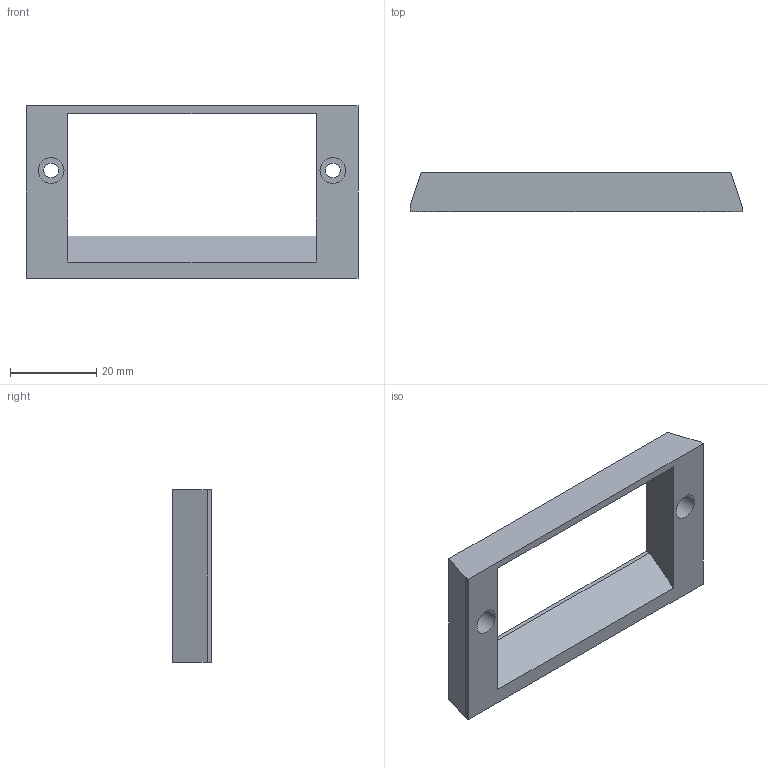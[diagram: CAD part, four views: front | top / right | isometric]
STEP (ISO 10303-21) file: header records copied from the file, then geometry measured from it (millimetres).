
FILE_DESCRIPTION(('FreeCAD Model'),'2;1');
FILE_NAME('Open CASCADE Shape Model','2025-06-06T23:40:46',(''),(''), 'Open CASCADE STEP processor 7.8','FreeCAD','Unknown');
FILE_SCHEMA(('AUTOMOTIVE_DESIGN { 1 0 10303 214 1 1 1 1 }'));
Length unit declared in the file: millimetre
Products named in the file (1): Pocket003
Bounding box: 77.2 x 9 x 40 mm (x, y, z)
Volume: 10289.2 mm3; surface area: 6422.6 mm2
Topology: 1 solids, 1 shells, 19 faces, 47 edges, 32 vertices
Faces by surface type: plane 15, cylinder 4
Full cylindrical faces by diameter (mm): 3.4 x2, 6 x2
Entity records: 599 total; most frequent: CARTESIAN_POINT 99, DIRECTION 95, ORIENTED_EDGE 94, EDGE_CURVE 47, LINE 39, VECTOR 39, VERTEX_POINT 32, AXIS2_PLACEMENT_3D 28
